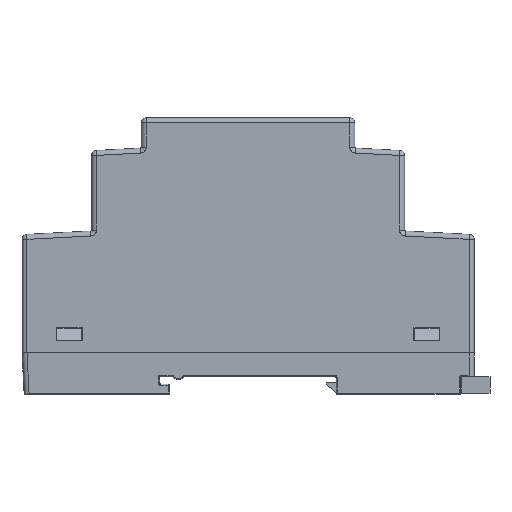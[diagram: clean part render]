
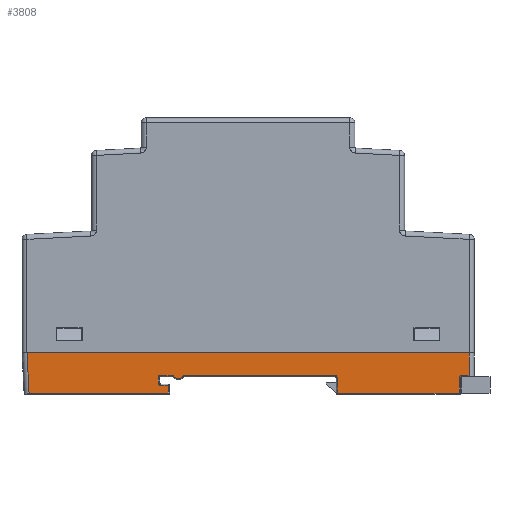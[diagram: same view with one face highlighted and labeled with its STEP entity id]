
A CAD part, left-side view. The second image highlights one B-rep face of the part: STEP entity #3808.
In plain terms, the highlighted planar face has unit normal (-1, 0, 0).
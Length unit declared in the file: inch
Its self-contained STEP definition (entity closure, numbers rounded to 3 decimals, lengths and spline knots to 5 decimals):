
#468 = ORIENTED_EDGE ( 'NONE', *, *, #11174, .T. ) ;
#538 = LINE ( 'NONE', #18483, #21367 ) ;
#1989 = VERTEX_POINT ( 'NONE', #31536 ) ;
#2488 = ORIENTED_EDGE ( 'NONE', *, *, #8282, .F. ) ;
#2896 = CIRCLE ( 'NONE', #25528, 0.04331 ) ;
#3166 = VECTOR ( 'NONE', #41500, 39.37008 ) ;
#3342 = VECTOR ( 'NONE', #11705, 39.37008 ) ;
#3718 = CARTESIAN_POINT ( 'NONE',  ( 1.41733, 1.08465, -0.38203 ) ) ;
#3780 = CARTESIAN_POINT ( 'NONE',  ( 1.41733, 0.10236, -0.38203 ) ) ;
#3808 = ADVANCED_FACE ( 'NONE', ( #26534 ), #44447, .T. ) ;
#4330 = EDGE_CURVE ( 'NONE', #9189, #19287, #2896, .T. ) ;
#4483 = DIRECTION ( 'NONE',  ( -1., 0., 0. ) ) ;
#4849 = VECTOR ( 'NONE', #13085, 39.37008 ) ;
#4871 = VERTEX_POINT ( 'NONE', #36736 ) ;
#5851 = VERTEX_POINT ( 'NONE', #25120 ) ;
#5892 = VERTEX_POINT ( 'NONE', #7192 ) ;
#5969 = AXIS2_PLACEMENT_3D ( 'NONE', #18409, #4483, #28958 ) ;
#7035 = CARTESIAN_POINT ( 'NONE',  ( 1.41733, 2.30592, -0.36628 ) ) ;
#7192 = CARTESIAN_POINT ( 'NONE',  ( 1.41733, 0.11811, -0.50408 ) ) ;
#7540 = ORIENTED_EDGE ( 'NONE', *, *, #4330, .T. ) ;
#7718 = DIRECTION ( 'NONE',  ( 0., -1., 0. ) ) ;
#7757 = EDGE_CURVE ( 'NONE', #7929, #9189, #20627, .T. ) ;
#7816 = EDGE_CURVE ( 'NONE', #23150, #39189, #33187, .T. ) ;
#7929 = VERTEX_POINT ( 'NONE', #29463 ) ;
#8011 = CARTESIAN_POINT ( 'NONE',  ( 1.41733, 1.79134, -0.18518 ) ) ;
#8282 = EDGE_CURVE ( 'NONE', #26448, #31893, #11452, .T. ) ;
#9189 = VERTEX_POINT ( 'NONE', #15646 ) ;
#9580 = CARTESIAN_POINT ( 'NONE',  ( 1.41733, 2.49325, -0.44109 ) ) ;
#9644 = DIRECTION ( 'NONE',  ( 0., -0.052, -0.999 ) ) ;
#9958 = DIRECTION ( 'NONE',  ( -1., 0., 0. ) ) ;
#10103 = DIRECTION ( 'NONE',  ( 0., -1., 0. ) ) ;
#10439 = EDGE_CURVE ( 'NONE', #19287, #31893, #26195, .T. ) ;
#10815 = DIRECTION ( 'NONE',  ( 0., -1., 0. ) ) ;
#11174 = EDGE_CURVE ( 'NONE', #5892, #39189, #28280, .T. ) ;
#11452 = CIRCLE ( 'NONE', #5969, 0.01575 ) ;
#11640 = VECTOR ( 'NONE', #33017, 39.37008 ) ;
#11705 = DIRECTION ( 'NONE',  ( 0., -1., 0. ) ) ;
#12455 = CARTESIAN_POINT ( 'NONE',  ( 1.41733, 2.48531, -0.44109 ) ) ;
#12931 = VECTOR ( 'NONE', #10815, 39.37008 ) ;
#13060 = ORIENTED_EDGE ( 'NONE', *, *, #10439, .T. ) ;
#13085 = DIRECTION ( 'NONE',  ( 0., 0., 1. ) ) ;
#13096 = EDGE_CURVE ( 'NONE', #31918, #29289, #24869, .T. ) ;
#13466 = VECTOR ( 'NONE', #40641, 39.37008 ) ;
#14151 = LINE ( 'NONE', #33910, #4849 ) ;
#14313 = EDGE_CURVE ( 'NONE', #31918, #7929, #14151, .T. ) ;
#14946 = VECTOR ( 'NONE', #23710, 39.37008 ) ;
#15646 = CARTESIAN_POINT ( 'NONE',  ( 1.41733, 2.38307, -0.36628 ) ) ;
#15826 = EDGE_CURVE ( 'NONE', #23875, #1989, #20990, .T. ) ;
#16396 = CARTESIAN_POINT ( 'NONE',  ( 1.41733, 3.52742, -0.48741 ) ) ;
#16476 = ORIENTED_EDGE ( 'NONE', *, *, #23671, .T. ) ;
#16490 = ORIENTED_EDGE ( 'NONE', *, *, #19106, .T. ) ;
#16850 = CARTESIAN_POINT ( 'NONE',  ( 1.41733, 0.03937, -0.43321 ) ) ;
#16986 = CARTESIAN_POINT ( 'NONE',  ( 1.41733, 2.50106, -0.42534 ) ) ;
#17455 = VERTEX_POINT ( 'NONE', #21786 ) ;
#18122 = CARTESIAN_POINT ( 'NONE',  ( 1.41733, 0.11024, -0.50408 ) ) ;
#18343 = CARTESIAN_POINT ( 'NONE',  ( 1.41733, 0.11811, -0.37416 ) ) ;
#18390 = CARTESIAN_POINT ( 'NONE',  ( 1.41733, 0.03937, -0.36628 ) ) ;
#18409 = CARTESIAN_POINT ( 'NONE',  ( 1.41733, 1.1004, -0.38203 ) ) ;
#18483 = CARTESIAN_POINT ( 'NONE',  ( 1.41733, 1.08465, -0.51195 ) ) ;
#18494 = DIRECTION ( 'NONE',  ( 0., 0., 1. ) ) ;
#19038 = CARTESIAN_POINT ( 'NONE',  ( 1.41733, 1.1004, -0.36628 ) ) ;
#19106 = EDGE_CURVE ( 'NONE', #4871, #23875, #19501, .T. ) ;
#19287 = VERTEX_POINT ( 'NONE', #7035 ) ;
#19328 = ORIENTED_EDGE ( 'NONE', *, *, #32098, .T. ) ;
#19501 = LINE ( 'NONE', #19948, #13466 ) ;
#19783 = CARTESIAN_POINT ( 'NONE',  ( 1.41733, 2.50106, -0.43456 ) ) ;
#19948 = CARTESIAN_POINT ( 'NONE',  ( 1.41733, 2.41451, -0.50408 ) ) ;
#20357 = VERTEX_POINT ( 'NONE', #18390 ) ;
#20627 = LINE ( 'NONE', #38557, #12931 ) ;
#20990 = LINE ( 'NONE', #43204, #11640 ) ;
#21367 = VECTOR ( 'NONE', #43193, 39.37008 ) ;
#21786 = CARTESIAN_POINT ( 'NONE',  ( 1.41733, 1.08465, -0.50408 ) ) ;
#21870 = DIRECTION ( 'NONE',  ( 0., -1., 0. ) ) ;
#22003 = AXIS2_PLACEMENT_3D ( 'NONE', #37852, #9958, #10103 ) ;
#22324 = CARTESIAN_POINT ( 'NONE',  ( 1.41733, 2.34449, -0.3466 ) ) ;
#22627 = DIRECTION ( 'NONE',  ( -1., 0., 0. ) ) ;
#23150 = VERTEX_POINT ( 'NONE', #40736 ) ;
#23256 = EDGE_CURVE ( 'NONE', #1989, #29289, #24272, .T. ) ;
#23671 = EDGE_CURVE ( 'NONE', #23150, #20357, #41726, .T. ) ;
#23710 = DIRECTION ( 'NONE',  ( 0., 1., 0. ) ) ;
#23875 = VERTEX_POINT ( 'NONE', #41601 ) ;
#24272 = LINE ( 'NONE', #9580, #14946 ) ;
#24823 = VECTOR ( 'NONE', #29125, 39.37008 ) ;
#24869 =( BOUNDED_CURVE ( )  B_SPLINE_CURVE ( 3, ( #16986, #19783, #30768, #30309 ),
 .UNSPECIFIED., .F., .F. ) 
 B_SPLINE_CURVE_WITH_KNOTS ( ( 4, 4 ),
 ( 0., 1.5708 ),
 .UNSPECIFIED. ) 
 CURVE ( )  GEOMETRIC_REPRESENTATION_ITEM ( )  RATIONAL_B_SPLINE_CURVE ( ( 1., 0.805, 0.805, 1. ) ) 
 REPRESENTATION_ITEM ( '' )  );
#25053 = CARTESIAN_POINT ( 'NONE',  ( 1.41733, 0.11811, -0.38203 ) ) ;
#25120 = CARTESIAN_POINT ( 'NONE',  ( 1.41733, 0.03937, -0.18518 ) ) ;
#25528 = AXIS2_PLACEMENT_3D ( 'NONE', #22324, #22627, #39498 ) ;
#26115 = CARTESIAN_POINT ( 'NONE',  ( 1.41733, 0., -0.36628 ) ) ;
#26136 = VECTOR ( 'NONE', #7718, 39.37008 ) ;
#26186 = LINE ( 'NONE', #16850, #33252 ) ;
#26195 = LINE ( 'NONE', #26931, #3166 ) ;
#26448 = VERTEX_POINT ( 'NONE', #3718 ) ;
#26534 = FACE_OUTER_BOUND ( 'NONE', #31046, .T. ) ;
#26766 = ORIENTED_EDGE ( 'NONE', *, *, #7816, .F. ) ;
#26931 = CARTESIAN_POINT ( 'NONE',  ( 1.41733, 1.09252, -0.36628 ) ) ;
#28280 = LINE ( 'NONE', #18343, #37589 ) ;
#28415 = VECTOR ( 'NONE', #9644, 39.37008 ) ;
#28611 = ORIENTED_EDGE ( 'NONE', *, *, #7757, .T. ) ;
#28958 = DIRECTION ( 'NONE',  ( 0., -1., 0. ) ) ;
#29125 = DIRECTION ( 'NONE',  ( 0., -1., 0. ) ) ;
#29289 = VERTEX_POINT ( 'NONE', #12455 ) ;
#29463 = CARTESIAN_POINT ( 'NONE',  ( 1.41733, 2.50106, -0.36628 ) ) ;
#29498 = CARTESIAN_POINT ( 'NONE',  ( 1.41733, 3.54326, -0.18518 ) ) ;
#29705 = AXIS2_PLACEMENT_3D ( 'NONE', #3780, #42883, #21870 ) ;
#30309 = CARTESIAN_POINT ( 'NONE',  ( 1.41733, 2.48531, -0.44109 ) ) ;
#30609 = EDGE_CURVE ( 'NONE', #44386, #5851, #41513, .T. ) ;
#30768 = CARTESIAN_POINT ( 'NONE',  ( 1.41733, 2.49453, -0.44109 ) ) ;
#31046 = EDGE_LOOP ( 'NONE', ( #33617, #19328, #16490, #43400, #32950, #40514, #34949, #28611, #7540, #13060, #2488, #31764, #38864, #468, #26766, #16476, #31254 ) ) ;
#31223 = DIRECTION ( 'NONE',  ( 0., 0., 1. ) ) ;
#31254 = ORIENTED_EDGE ( 'NONE', *, *, #32167, .T. ) ;
#31536 = CARTESIAN_POINT ( 'NONE',  ( 1.41733, 2.42232, -0.44109 ) ) ;
#31764 = ORIENTED_EDGE ( 'NONE', *, *, #40914, .T. ) ;
#31893 = VERTEX_POINT ( 'NONE', #19038 ) ;
#31918 = VERTEX_POINT ( 'NONE', #32364 ) ;
#32098 = EDGE_CURVE ( 'NONE', #44386, #4871, #37731, .T. ) ;
#32167 = EDGE_CURVE ( 'NONE', #20357, #5851, #26186, .T. ) ;
#32364 = CARTESIAN_POINT ( 'NONE',  ( 1.41733, 2.50106, -0.42534 ) ) ;
#32950 = ORIENTED_EDGE ( 'NONE', *, *, #23256, .T. ) ;
#33017 = DIRECTION ( 'NONE',  ( 0., 0., 1. ) ) ;
#33187 = CIRCLE ( 'NONE', #29705, 0.01575 ) ;
#33252 = VECTOR ( 'NONE', #31223, 39.37008 ) ;
#33617 = ORIENTED_EDGE ( 'NONE', *, *, #30609, .F. ) ;
#33910 = CARTESIAN_POINT ( 'NONE',  ( 1.41733, 2.50106, -0.37416 ) ) ;
#34949 = ORIENTED_EDGE ( 'NONE', *, *, #14313, .T. ) ;
#36736 = CARTESIAN_POINT ( 'NONE',  ( 1.41733, 3.52654, -0.50408 ) ) ;
#37589 = VECTOR ( 'NONE', #18494, 39.37008 ) ;
#37731 = LINE ( 'NONE', #16396, #28415 ) ;
#37852 = CARTESIAN_POINT ( 'NONE',  ( 1.41733, 2.49325, -0.43321 ) ) ;
#38557 = CARTESIAN_POINT ( 'NONE',  ( 1.41733, 2.38762, -0.36628 ) ) ;
#38864 = ORIENTED_EDGE ( 'NONE', *, *, #42625, .T. ) ;
#39189 = VERTEX_POINT ( 'NONE', #25053 ) ;
#39498 = DIRECTION ( 'NONE',  ( 0., -1., 0. ) ) ;
#40514 = ORIENTED_EDGE ( 'NONE', *, *, #13096, .F. ) ;
#40641 = DIRECTION ( 'NONE',  ( 0., -1., 0. ) ) ;
#40736 = CARTESIAN_POINT ( 'NONE',  ( 1.41733, 0.10236, -0.36628 ) ) ;
#40914 = EDGE_CURVE ( 'NONE', #26448, #17455, #538, .T. ) ;
#41500 = DIRECTION ( 'NONE',  ( 0., -1., 0. ) ) ;
#41513 = LINE ( 'NONE', #8011, #26136 ) ;
#41601 = CARTESIAN_POINT ( 'NONE',  ( 1.41733, 2.42232, -0.50408 ) ) ;
#41726 = LINE ( 'NONE', #26115, #3342 ) ;
#42625 = EDGE_CURVE ( 'NONE', #17455, #5892, #43497, .T. ) ;
#42883 = DIRECTION ( 'NONE',  ( -1., 0., 0. ) ) ;
#43193 = DIRECTION ( 'NONE',  ( 0., 0., -1. ) ) ;
#43204 = CARTESIAN_POINT ( 'NONE',  ( 1.41733, 2.42232, -0.43321 ) ) ;
#43400 = ORIENTED_EDGE ( 'NONE', *, *, #15826, .T. ) ;
#43497 = LINE ( 'NONE', #18122, #24823 ) ;
#44386 = VERTEX_POINT ( 'NONE', #29498 ) ;
#44447 = PLANE ( 'NONE',  #22003 ) ;
